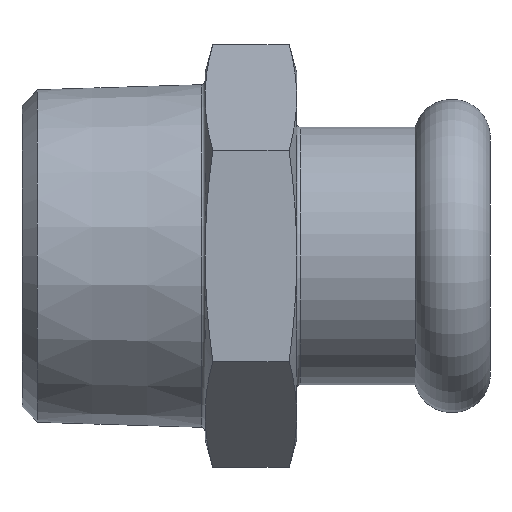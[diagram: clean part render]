
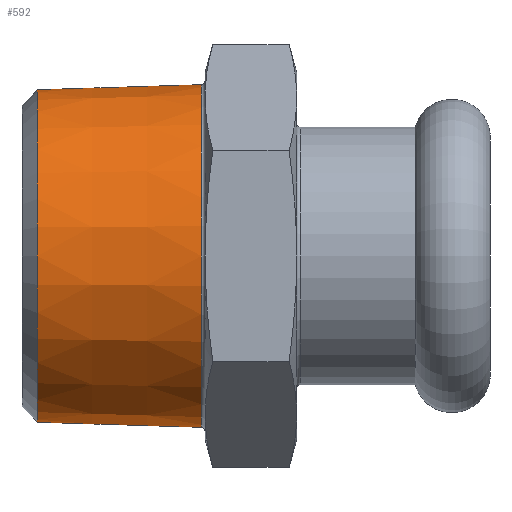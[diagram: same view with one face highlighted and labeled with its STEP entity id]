
A CAD part, left-side view. The second image highlights one B-rep face of the part: STEP entity #592.
In plain terms, the highlighted conical face has half-angle 1.78 degrees and reference radius 16.57 mm.
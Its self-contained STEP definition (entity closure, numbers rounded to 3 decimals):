
#41=CONICAL_SURFACE('',#691,16.57,0.031);
#90=FACE_OUTER_BOUND('',#131,.T.);
#131=EDGE_LOOP('',(#464,#465,#466,#467,#468,#469));
#162=LINE('',#1029,#177);
#177=VECTOR('',#851,16.57);
#224=CIRCLE('',#688,16.838);
#225=CIRCLE('',#689,16.838);
#227=CIRCLE('',#692,16.337);
#228=CIRCLE('',#693,16.337);
#273=VERTEX_POINT('',#1018);
#274=VERTEX_POINT('',#1020);
#275=VERTEX_POINT('',#1025);
#276=VERTEX_POINT('',#1026);
#341=EDGE_CURVE('',#273,#274,#224,.T.);
#342=EDGE_CURVE('',#274,#273,#225,.T.);
#344=EDGE_CURVE('',#275,#276,#227,.T.);
#345=EDGE_CURVE('',#276,#275,#228,.T.);
#346=EDGE_CURVE('',#276,#273,#162,.T.);
#464=ORIENTED_EDGE('',*,*,#344,.F.);
#465=ORIENTED_EDGE('',*,*,#345,.F.);
#466=ORIENTED_EDGE('',*,*,#346,.T.);
#467=ORIENTED_EDGE('',*,*,#342,.F.);
#468=ORIENTED_EDGE('',*,*,#341,.F.);
#469=ORIENTED_EDGE('',*,*,#346,.F.);
#592=ADVANCED_FACE('',(#90),#41,.T.);
#688=AXIS2_PLACEMENT_3D('',#1021,#839,#840);
#689=AXIS2_PLACEMENT_3D('',#1022,#841,#842);
#691=AXIS2_PLACEMENT_3D('',#1024,#845,#846);
#692=AXIS2_PLACEMENT_3D('',#1027,#847,#848);
#693=AXIS2_PLACEMENT_3D('',#1028,#849,#850);
#839=DIRECTION('center_axis',(0.,-1.,0.));
#840=DIRECTION('ref_axis',(0.,0.,-1.));
#841=DIRECTION('center_axis',(0.,-1.,0.));
#842=DIRECTION('ref_axis',(0.,0.,-1.));
#845=DIRECTION('center_axis',(0.,-1.,0.));
#846=DIRECTION('ref_axis',(0.,0.,1.));
#847=DIRECTION('center_axis',(0.,1.,0.));
#848=DIRECTION('ref_axis',(0.,0.,-1.));
#849=DIRECTION('center_axis',(0.,1.,0.));
#850=DIRECTION('ref_axis',(0.,0.,-1.));
#851=DIRECTION('',(0.,-1.,-0.031));
#1018=CARTESIAN_POINT('',(0.,28.388,-16.838));
#1020=CARTESIAN_POINT('',(0.,28.388,16.838));
#1021=CARTESIAN_POINT('Origin',(0.,28.388,0.));
#1022=CARTESIAN_POINT('Origin',(0.,28.388,0.));
#1024=CARTESIAN_POINT('Origin',(0.,37.,0.));
#1025=CARTESIAN_POINT('',(0.,44.501,16.337));
#1026=CARTESIAN_POINT('',(0.,44.501,-16.337));
#1027=CARTESIAN_POINT('Origin',(0.,44.501,
0.));
#1028=CARTESIAN_POINT('Origin',(0.,44.501,
0.));
#1029=CARTESIAN_POINT('',(0.,37.,-16.57));
